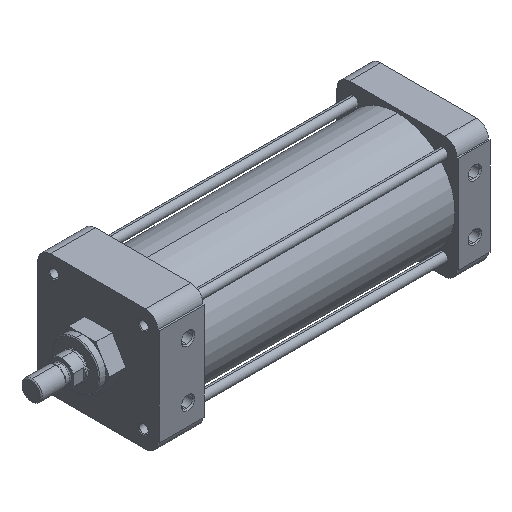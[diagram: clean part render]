
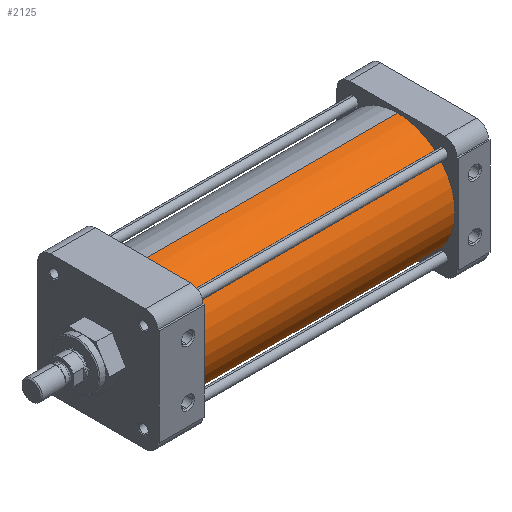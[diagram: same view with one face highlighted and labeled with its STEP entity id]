
A CAD part, isometric view. The second image highlights one B-rep face of the part: STEP entity #2125.
In plain terms, the highlighted cylindrical face has radius 53.975 mm (diameter 107.95 mm), a partial arc.
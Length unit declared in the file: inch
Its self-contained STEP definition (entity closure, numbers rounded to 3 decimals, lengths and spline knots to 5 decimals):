
#653 = EDGE_CURVE ( 'NONE', #4140, #7787, #4134, .T. ) ;
#734 = EDGE_CURVE ( 'NONE', #4140, #13218, #1241, .T. ) ;
#1241 = LINE ( 'NONE', #8448, #9477 ) ;
#1501 = EDGE_LOOP ( 'NONE', ( #12237, #10917, #13625, #9171 ) ) ;
#2125 = ADVANCED_FACE ( 'NONE', ( #3557 ), #13572, .T. ) ;
#2404 = CARTESIAN_POINT ( 'NONE',  ( 11.076, 0., 0. ) ) ;
#3557 = FACE_OUTER_BOUND ( 'NONE', #1501, .T. ) ;
#3570 = DIRECTION ( 'NONE',  ( 0., 0., -1. ) ) ;
#3886 = CARTESIAN_POINT ( 'NONE',  ( 11.076, 0., -2.125 ) ) ;
#4134 = CIRCLE ( 'NONE', #8783, 2.125 ) ;
#4140 = VERTEX_POINT ( 'NONE', #12345 ) ;
#4522 = DIRECTION ( 'NONE',  ( 0., 0., -1. ) ) ;
#4785 = CARTESIAN_POINT ( 'NONE',  ( 11.076, 0., -2.125 ) ) ;
#5382 = LINE ( 'NONE', #4785, #8010 ) ;
#5566 = AXIS2_PLACEMENT_3D ( 'NONE', #6739, #10098, #4522 ) ;
#6210 = CIRCLE ( 'NONE', #11268, 2.125 ) ;
#6739 = CARTESIAN_POINT ( 'NONE',  ( 11.076, 0., 0. ) ) ;
#6909 = CARTESIAN_POINT ( 'NONE',  ( 1.67, 0., 0. ) ) ;
#6964 = DIRECTION ( 'NONE',  ( 1., 0., 0. ) ) ;
#6999 = DIRECTION ( 'NONE',  ( 0., 0., -1. ) ) ;
#7787 = VERTEX_POINT ( 'NONE', #9951 ) ;
#8010 = VECTOR ( 'NONE', #9324, 39.37008 ) ;
#8448 = CARTESIAN_POINT ( 'NONE',  ( 11.076, 0., 2.125 ) ) ;
#8783 = AXIS2_PLACEMENT_3D ( 'NONE', #6909, #6964, #6999 ) ;
#9024 = CARTESIAN_POINT ( 'NONE',  ( 11.076, 0., 2.125 ) ) ;
#9171 = ORIENTED_EDGE ( 'NONE', *, *, #13853, .T. ) ;
#9324 = DIRECTION ( 'NONE',  ( 1., 0., 0. ) ) ;
#9331 = DIRECTION ( 'NONE',  ( 1., 0., 0. ) ) ;
#9477 = VECTOR ( 'NONE', #9331, 39.37008 ) ;
#9951 = CARTESIAN_POINT ( 'NONE',  ( 1.67, 0., -2.125 ) ) ;
#10098 = DIRECTION ( 'NONE',  ( 1., 0., 0. ) ) ;
#10140 = VERTEX_POINT ( 'NONE', #3886 ) ;
#10347 = DIRECTION ( 'NONE',  ( -1., 0., 0. ) ) ;
#10917 = ORIENTED_EDGE ( 'NONE', *, *, #653, .T. ) ;
#11268 = AXIS2_PLACEMENT_3D ( 'NONE', #2404, #10347, #3570 ) ;
#12237 = ORIENTED_EDGE ( 'NONE', *, *, #734, .F. ) ;
#12345 = CARTESIAN_POINT ( 'NONE',  ( 1.67, 0., 2.125 ) ) ;
#13218 = VERTEX_POINT ( 'NONE', #9024 ) ;
#13385 = EDGE_CURVE ( 'NONE', #7787, #10140, #5382, .T. ) ;
#13572 = CYLINDRICAL_SURFACE ( 'NONE', #5566, 2.125 ) ;
#13625 = ORIENTED_EDGE ( 'NONE', *, *, #13385, .T. ) ;
#13853 = EDGE_CURVE ( 'NONE', #10140, #13218, #6210, .T. ) ;
